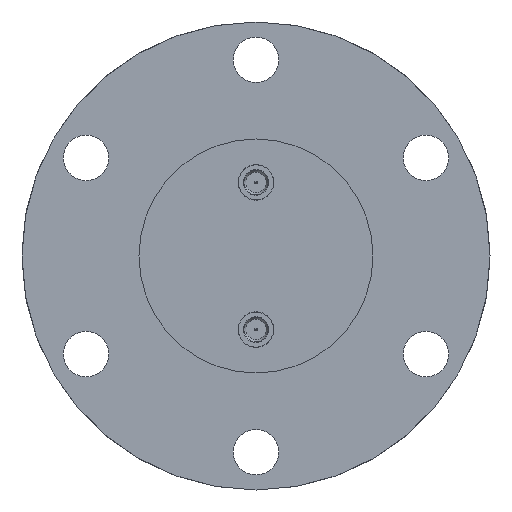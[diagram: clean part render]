
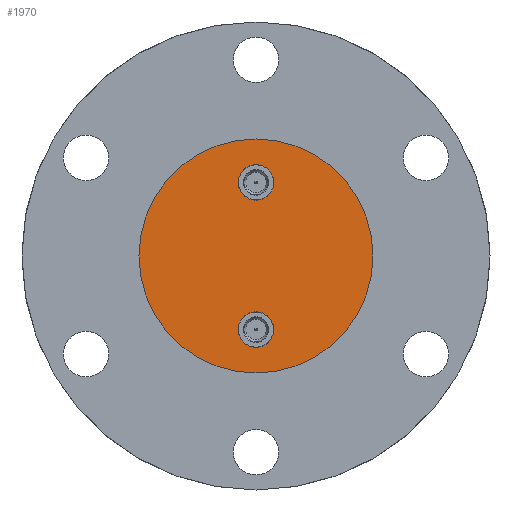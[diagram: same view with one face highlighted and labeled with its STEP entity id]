
A CAD part, front view. The second image highlights one B-rep face of the part: STEP entity #1970.
In plain terms, the highlighted planar face has unit normal (0, -1, 0).
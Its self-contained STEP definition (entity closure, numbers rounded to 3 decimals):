
#3 = EDGE_CURVE ( 'NONE', #1887, #23, #1176, .T. ) ;
#5 = EDGE_LOOP ( 'NONE', ( #1228, #521 ) ) ;
#23 = VERTEX_POINT ( 'NONE', #291 ) ;
#40 = CIRCLE ( 'NONE', #1304, 2.65 ) ;
#52 = AXIS2_PLACEMENT_3D ( 'NONE', #465, #766, #1632 ) ;
#94 = FACE_BOUND ( 'NONE', #5, .T. ) ;
#122 = PLANE ( 'NONE',  #1131 ) ;
#137 = ORIENTED_EDGE ( 'NONE', *, *, #2190, .T. ) ;
#142 = ORIENTED_EDGE ( 'NONE', *, *, #513, .T. ) ;
#146 = DIRECTION ( 'NONE',  ( 0., 0., -1. ) ) ;
#238 = DIRECTION ( 'NONE',  ( 0., 1., 0. ) ) ;
#254 = FACE_OUTER_BOUND ( 'NONE', #1906, .T. ) ;
#291 = CARTESIAN_POINT ( 'NONE',  ( 0., -9.1, -13.65 ) ) ;
#331 = EDGE_CURVE ( 'NONE', #483, #910, #2129, .T. ) ;
#364 = CARTESIAN_POINT ( 'NONE',  ( 0., -9.1, 0. ) ) ;
#373 = AXIS2_PLACEMENT_3D ( 'NONE', #646, #2210, #146 ) ;
#465 = CARTESIAN_POINT ( 'NONE',  ( 0., -9.1, 11. ) ) ;
#483 = VERTEX_POINT ( 'NONE', #1941 ) ;
#513 = EDGE_CURVE ( 'NONE', #2034, #1607, #1531, .T. ) ;
#521 = ORIENTED_EDGE ( 'NONE', *, *, #1442, .T. ) ;
#525 = CIRCLE ( 'NONE', #933, 17.5 ) ;
#558 = DIRECTION ( 'NONE',  ( 0., 0., -1. ) ) ;
#646 = CARTESIAN_POINT ( 'NONE',  ( 0., -9.1, -11. ) ) ;
#763 = CARTESIAN_POINT ( 'NONE',  ( 0., -9.1, -8.35 ) ) ;
#766 = DIRECTION ( 'NONE',  ( 0., 1., 0. ) ) ;
#813 = DIRECTION ( 'NONE',  ( 0., 0., -1. ) ) ;
#886 = CARTESIAN_POINT ( 'NONE',  ( 0., -9.1, 0. ) ) ;
#910 = VERTEX_POINT ( 'NONE', #1603 ) ;
#933 = AXIS2_PLACEMENT_3D ( 'NONE', #886, #1092, #1617 ) ;
#984 = CIRCLE ( 'NONE', #1282, 2.65 ) ;
#988 = FACE_BOUND ( 'NONE', #1885, .T. ) ;
#1036 = DIRECTION ( 'NONE',  ( 0., -1., 0. ) ) ;
#1092 = DIRECTION ( 'NONE',  ( 0., -1., 0. ) ) ;
#1131 = AXIS2_PLACEMENT_3D ( 'NONE', #1475, #1484, #813 ) ;
#1176 = CIRCLE ( 'NONE', #373, 2.65 ) ;
#1213 = ORIENTED_EDGE ( 'NONE', *, *, #331, .T. ) ;
#1228 = ORIENTED_EDGE ( 'NONE', *, *, #3, .T. ) ;
#1282 = AXIS2_PLACEMENT_3D ( 'NONE', #2134, #1939, #558 ) ;
#1304 = AXIS2_PLACEMENT_3D ( 'NONE', #1797, #238, #1595 ) ;
#1373 = CARTESIAN_POINT ( 'NONE',  ( 0., -9.1, 8.35 ) ) ;
#1421 = AXIS2_PLACEMENT_3D ( 'NONE', #364, #1036, #1924 ) ;
#1442 = EDGE_CURVE ( 'NONE', #23, #1887, #984, .T. ) ;
#1475 = CARTESIAN_POINT ( 'NONE',  ( 0., -9.1, 0. ) ) ;
#1484 = DIRECTION ( 'NONE',  ( 0., -1., 0. ) ) ;
#1531 = CIRCLE ( 'NONE', #52, 2.65 ) ;
#1595 = DIRECTION ( 'NONE',  ( 0., 0., -1. ) ) ;
#1603 = CARTESIAN_POINT ( 'NONE',  ( 0., -9.1, 17.5 ) ) ;
#1607 = VERTEX_POINT ( 'NONE', #1681 ) ;
#1617 = DIRECTION ( 'NONE',  ( 0., 0., -1. ) ) ;
#1632 = DIRECTION ( 'NONE',  ( 0., 0., -1. ) ) ;
#1681 = CARTESIAN_POINT ( 'NONE',  ( 0., -9.1, 13.65 ) ) ;
#1797 = CARTESIAN_POINT ( 'NONE',  ( 0., -9.1, 11. ) ) ;
#1873 = EDGE_CURVE ( 'NONE', #1607, #2034, #40, .T. ) ;
#1885 = EDGE_LOOP ( 'NONE', ( #142, #2046 ) ) ;
#1887 = VERTEX_POINT ( 'NONE', #763 ) ;
#1906 = EDGE_LOOP ( 'NONE', ( #1213, #137 ) ) ;
#1924 = DIRECTION ( 'NONE',  ( 0., 0., -1. ) ) ;
#1939 = DIRECTION ( 'NONE',  ( 0., 1., 0. ) ) ;
#1941 = CARTESIAN_POINT ( 'NONE',  ( 0., -9.1, -17.5 ) ) ;
#1970 = ADVANCED_FACE ( 'NONE', ( #254, #988, #94 ), #122, .T. ) ;
#2034 = VERTEX_POINT ( 'NONE', #1373 ) ;
#2046 = ORIENTED_EDGE ( 'NONE', *, *, #1873, .T. ) ;
#2129 = CIRCLE ( 'NONE', #1421, 17.5 ) ;
#2134 = CARTESIAN_POINT ( 'NONE',  ( 0., -9.1, -11. ) ) ;
#2190 = EDGE_CURVE ( 'NONE', #910, #483, #525, .T. ) ;
#2210 = DIRECTION ( 'NONE',  ( 0., 1., 0. ) ) ;
